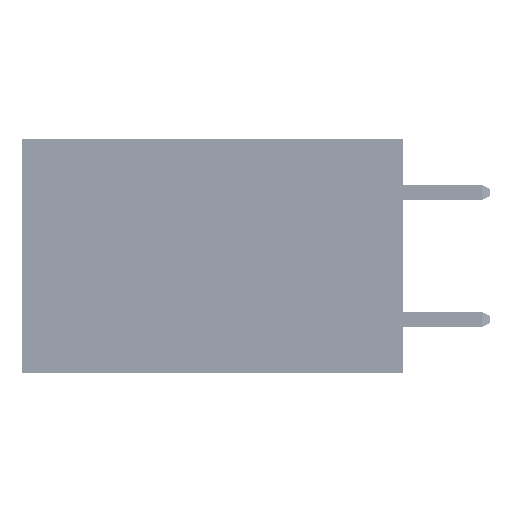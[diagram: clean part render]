
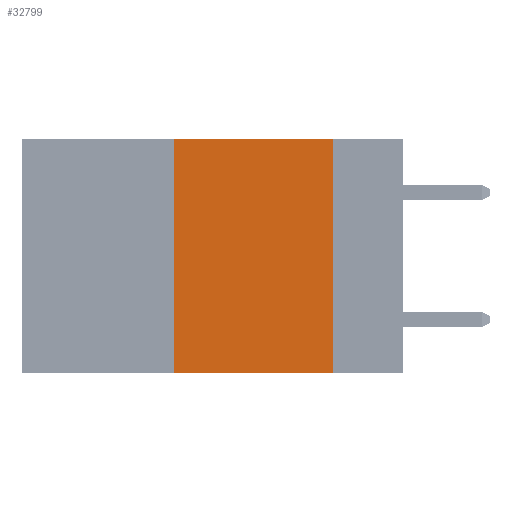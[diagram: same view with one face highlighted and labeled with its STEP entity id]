
A CAD part, left-side view. The second image highlights one B-rep face of the part: STEP entity #32799.
In plain terms, the highlighted planar face has unit normal (-1, 0, 0).
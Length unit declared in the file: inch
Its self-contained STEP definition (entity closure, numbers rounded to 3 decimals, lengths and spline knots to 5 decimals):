
#4312 = VECTOR ( 'NONE', #46755, 39.37008 ) ;
#4914 = PLANE ( 'NONE',  #34513 ) ;
#5298 = CARTESIAN_POINT ( 'NONE',  ( 0., 0.11, -0.37 ) ) ;
#5923 = CARTESIAN_POINT ( 'NONE',  ( 0., 0.6, 0. ) ) ;
#9201 = LINE ( 'NONE', #33883, #40753 ) ;
#10198 = LINE ( 'NONE', #5923, #4312 ) ;
#12172 = CARTESIAN_POINT ( 'NONE',  ( 0., 0.6, 0. ) ) ;
#17289 = EDGE_CURVE ( 'NONE', #35501, #41142, #10198, .T. ) ;
#17369 = ORIENTED_EDGE ( 'NONE', *, *, #28432, .T. ) ;
#20893 = CARTESIAN_POINT ( 'NONE',  ( 0., 0.11, 0. ) ) ;
#21274 = DIRECTION ( 'NONE',  ( 1., 0., 0. ) ) ;
#22624 = DIRECTION ( 'NONE',  ( 0., 0., 1. ) ) ;
#23610 = EDGE_CURVE ( 'NONE', #33129, #35501, #9201, .T. ) ;
#26431 = CARTESIAN_POINT ( 'NONE',  ( 0., 0.36, 0. ) ) ;
#28432 = EDGE_CURVE ( 'NONE', #33129, #41349, #48105, .T. ) ;
#28468 = CARTESIAN_POINT ( 'NONE',  ( 0., 0.36, -0.37 ) ) ;
#30344 = ORIENTED_EDGE ( 'NONE', *, *, #17289, .F. ) ;
#32499 = LINE ( 'NONE', #49205, #48616 ) ;
#32749 = CARTESIAN_POINT ( 'NONE',  ( 0., 0.6, -0.37 ) ) ;
#32799 = ADVANCED_FACE ( 'NONE', ( #41700 ), #4914, .F. ) ;
#33129 = VERTEX_POINT ( 'NONE', #28468 ) ;
#33247 = VECTOR ( 'NONE', #49187, 39.37008 ) ;
#33611 = DIRECTION ( 'NONE',  ( 0., 0., -1. ) ) ;
#33883 = CARTESIAN_POINT ( 'NONE',  ( 0., 0.36, 0. ) ) ;
#34513 = AXIS2_PLACEMENT_3D ( 'NONE', #12172, #21274, #33611 ) ;
#35053 = EDGE_LOOP ( 'NONE', ( #49185, #30344, #51746, #17369 ) ) ;
#35501 = VERTEX_POINT ( 'NONE', #26431 ) ;
#40753 = VECTOR ( 'NONE', #22624, 39.37008 ) ;
#40855 = DIRECTION ( 'NONE',  ( 0., 0., -1. ) ) ;
#41142 = VERTEX_POINT ( 'NONE', #20893 ) ;
#41349 = VERTEX_POINT ( 'NONE', #5298 ) ;
#41700 = FACE_OUTER_BOUND ( 'NONE', #35053, .T. ) ;
#43946 = EDGE_CURVE ( 'NONE', #41142, #41349, #32499, .T. ) ;
#46755 = DIRECTION ( 'NONE',  ( 0., -1., 0. ) ) ;
#48105 = LINE ( 'NONE', #32749, #33247 ) ;
#48616 = VECTOR ( 'NONE', #40855, 39.37008 ) ;
#49185 = ORIENTED_EDGE ( 'NONE', *, *, #43946, .F. ) ;
#49187 = DIRECTION ( 'NONE',  ( 0., -1., 0. ) ) ;
#49205 = CARTESIAN_POINT ( 'NONE',  ( 0., 0.11, 0. ) ) ;
#51746 = ORIENTED_EDGE ( 'NONE', *, *, #23610, .F. ) ;
